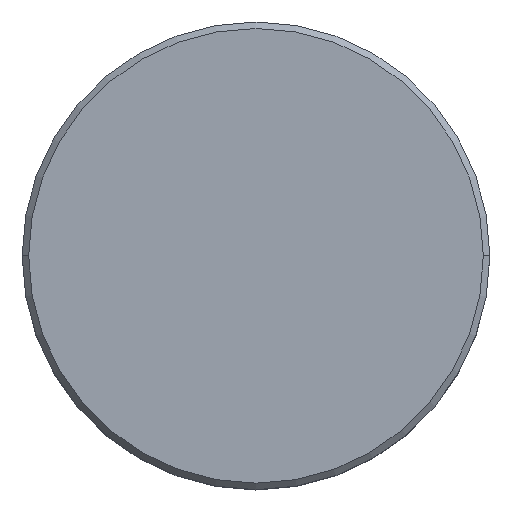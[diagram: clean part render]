
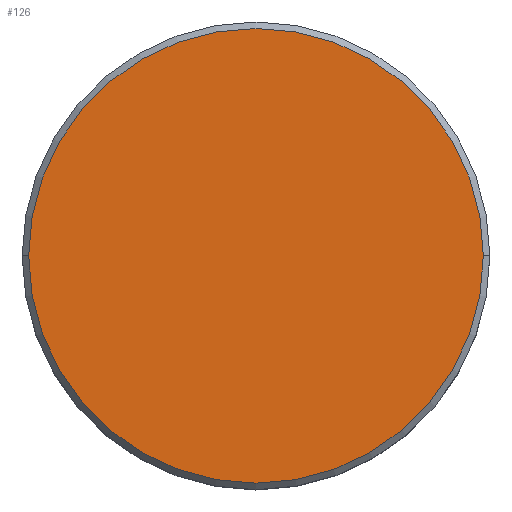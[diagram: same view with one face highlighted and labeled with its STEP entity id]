
A CAD part, top view. The second image highlights one B-rep face of the part: STEP entity #126.
In plain terms, the highlighted planar face has unit normal (0, 0, 1).
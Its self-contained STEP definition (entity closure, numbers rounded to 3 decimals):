
#11 = CARTESIAN_POINT ( 'NONE',  ( -17.5, 0., 0. ) ) ;
#16 = EDGE_LOOP ( 'NONE', ( #397, #19 ) ) ;
#19 = ORIENTED_EDGE ( 'NONE', *, *, #40, .T. ) ;
#28 = CARTESIAN_POINT ( 'NONE',  ( 0., 0., 0. ) ) ;
#40 = EDGE_CURVE ( 'NONE', #229, #445, #365, .T. ) ;
#41 = CARTESIAN_POINT ( 'NONE',  ( 0., 0., 0. ) ) ;
#42 = AXIS2_PLACEMENT_3D ( 'NONE', #424, #99, #248 ) ;
#56 = AXIS2_PLACEMENT_3D ( 'NONE', #28, #170, #230 ) ;
#70 = CARTESIAN_POINT ( 'NONE',  ( 17.5, 0., 0. ) ) ;
#99 = DIRECTION ( 'NONE',  ( 0., 0., 1. ) ) ;
#126 = ADVANCED_FACE ( 'NONE', ( #249 ), #279, .T. ) ;
#170 = DIRECTION ( 'NONE',  ( 0., 0., 1. ) ) ;
#229 = VERTEX_POINT ( 'NONE', #70 ) ;
#230 = DIRECTION ( 'NONE',  ( 1., 0., 0. ) ) ;
#248 = DIRECTION ( 'NONE',  ( 1., 0., 0. ) ) ;
#249 = FACE_OUTER_BOUND ( 'NONE', #16, .T. ) ;
#279 = PLANE ( 'NONE',  #42 ) ;
#283 = EDGE_CURVE ( 'NONE', #445, #229, #459, .T. ) ;
#322 = AXIS2_PLACEMENT_3D ( 'NONE', #41, #433, #339 ) ;
#339 = DIRECTION ( 'NONE',  ( 1., 0., 0. ) ) ;
#365 = CIRCLE ( 'NONE', #56, 17.5 ) ;
#397 = ORIENTED_EDGE ( 'NONE', *, *, #283, .T. ) ;
#424 = CARTESIAN_POINT ( 'NONE',  ( 0., 0., 0. ) ) ;
#433 = DIRECTION ( 'NONE',  ( 0., 0., 1. ) ) ;
#445 = VERTEX_POINT ( 'NONE', #11 ) ;
#459 = CIRCLE ( 'NONE', #322, 17.5 ) ;
